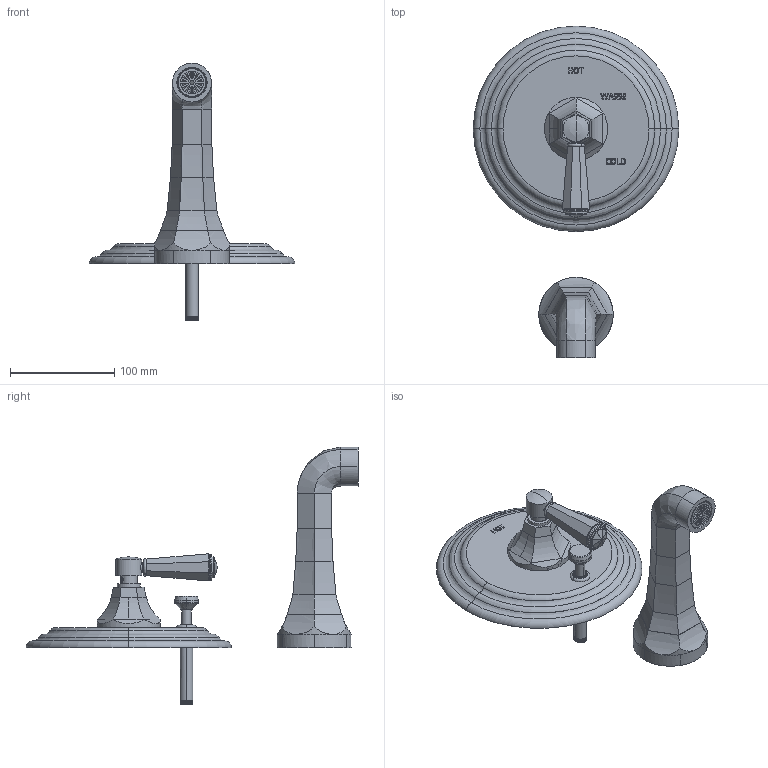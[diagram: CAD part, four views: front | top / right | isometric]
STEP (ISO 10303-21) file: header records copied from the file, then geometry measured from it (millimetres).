
FILE_DESCRIPTION((''),'2;1');
FILE_NAME('4-1232BP_ASM','2014-10-20T',('rsmith'),(''),'PRO/ENGINEER BY PARAMETRIC TECHNOLOGY CORPORATION, 2013150','PRO/ENGINEER BY PARAMETRIC TECHNOLOGY CORPORATION, 2013150','');
FILE_SCHEMA(('CONFIG_CONTROL_DESIGN'));
Length unit declared in the file: inch
Products named in the file (22): 10521_AF0; 91033; H-78_AF0; 2-224_AF0_ASM; 10184_AF0; 10224; 2-144_AF0_ASM; 91065_AF0; 10497; 10496_AF0; 10498; 2-217_AF0_ASM; 10960; 10956; 92000; 12114; 92025; 12303; 12116; 12144; 2-876_ASM; 4-1232BP_ASM
Assembly tree (23 placements, depth 3):
  4-1232BP_ASM
    2-224_AF0_ASM
      10521_AF0
      91033
      H-78_AF0
    2-144_AF0_ASM
      10184_AF0
      10224
    2-217_AF0_ASM
      91065_AF0
      10497
      10496_AF0
      10498
    10960
    2-876_ASM
      10956
      92000  x2
      12114
      92025  x2
      12303
      12116
      12144
Bounding box: 196.85 x 318.01 x 247.04 mm (x, y, z)
Volume: 202742.3 mm3; surface area: 250717.1 mm2
Topology: 19 solids, 36 shells, 1716 faces, 4434 edges, 2803 vertices
Faces by surface type: plane 533, cylinder 462, bspline 363, extrusion 130, cone 110, torus 68, sphere 38, revolution 12
Entity records: 99426 total; most frequent: CARTESIAN_POINT 62419, ORIENTED_EDGE 8364, DIRECTION 6103, EDGE_CURVE 4232, VERTEX_POINT 2693, AXIS2_PLACEMENT_3D 2105, VECTOR 1881, EDGE_LOOP 1768
